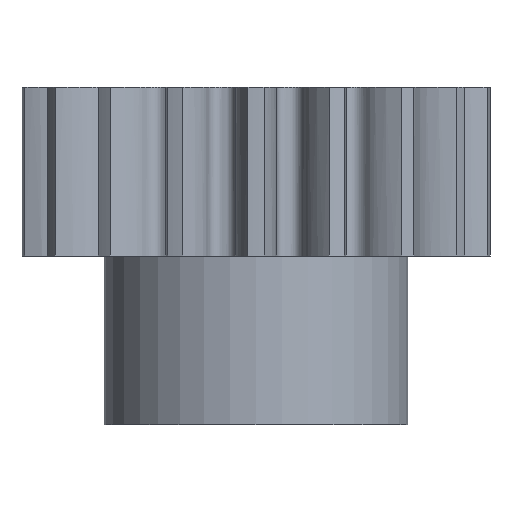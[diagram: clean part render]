
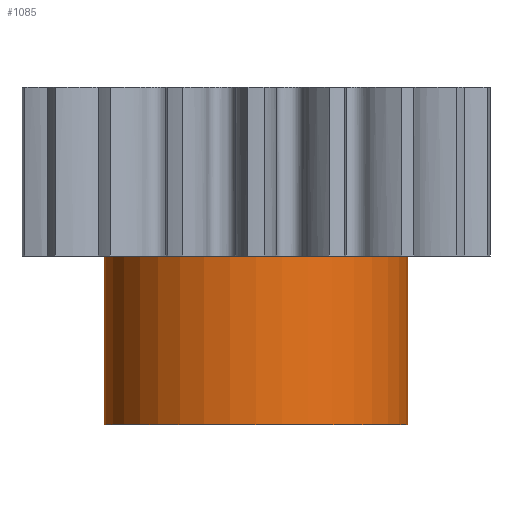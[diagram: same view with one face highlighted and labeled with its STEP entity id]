
A CAD part, front view. The second image highlights one B-rep face of the part: STEP entity #1085.
In plain terms, the highlighted cylindrical face has radius 4.5 mm (diameter 9 mm), a partial arc.
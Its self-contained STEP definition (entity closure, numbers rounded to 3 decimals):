
#834 = DIRECTION ( 'NONE',  ( 0., 0., -1. ) ) ;
#836 = DIRECTION ( 'NONE',  ( -1., 0., 0. ) ) ;
#838 = CARTESIAN_POINT ( 'NONE',  ( 0., 0., 0. ) ) ;
#979 = AXIS2_PLACEMENT_3D ( 'NONE', #2077, #2078, #2079 ) ;
#1001 = AXIS2_PLACEMENT_3D ( 'NONE', #2102, #2103, #2104 ) ;
#1013 = AXIS2_PLACEMENT_3D ( 'NONE', #838, #834, #836 ) ;
#1085 = ADVANCED_FACE ( 'NONE', ( #4932 ), #2404, .T. ) ;
#2072 = DIRECTION ( 'NONE',  ( 0., 0., -1. ) ) ;
#2076 = CARTESIAN_POINT ( 'NONE',  ( -4.5, 0., 0. ) ) ;
#2077 = CARTESIAN_POINT ( 'NONE',  ( 0., 0., 0. ) ) ;
#2078 = DIRECTION ( 'NONE',  ( 0., 0., -1. ) ) ;
#2079 = DIRECTION ( 'NONE',  ( -1., 0., 0. ) ) ;
#2080 = DIRECTION ( 'NONE',  ( 0., 0., -1. ) ) ;
#2084 = CARTESIAN_POINT ( 'NONE',  ( 4.5, 0., 0. ) ) ;
#2102 = CARTESIAN_POINT ( 'NONE',  ( 0., 0., -5. ) ) ;
#2103 = DIRECTION ( 'NONE',  ( 0., 0., -1. ) ) ;
#2104 = DIRECTION ( 'NONE',  ( -1., 0., 0. ) ) ;
#2156 = CARTESIAN_POINT ( 'NONE',  ( 4.5, 0., -5. ) ) ;
#2161 = CARTESIAN_POINT ( 'NONE',  ( 4.5, 0., 0. ) ) ;
#2181 = CARTESIAN_POINT ( 'NONE',  ( -4.5, 0., 0. ) ) ;
#2210 = CARTESIAN_POINT ( 'NONE',  ( -4.5, 0., -5. ) ) ;
#2404 = CYLINDRICAL_SURFACE ( 'NONE', #1013, 4.5 ) ;
#2492 = LINE ( 'NONE', #2076, #2495 ) ;
#2493 = CIRCLE ( 'NONE', #979, 4.5 ) ;
#2495 = VECTOR ( 'NONE', #2072, 1000. ) ;
#2496 = LINE ( 'NONE', #2084, #2499 ) ;
#2499 = VECTOR ( 'NONE', #2080, 1000. ) ;
#2505 = CIRCLE ( 'NONE', #1001, 4.5 ) ;
#4932 = FACE_OUTER_BOUND ( 'NONE', #5466, .T. ) ;
#5466 = EDGE_LOOP ( 'NONE', ( #5470, #5469, #5468, #5467 ) ) ;
#5467 = ORIENTED_EDGE ( 'NONE', *, *, #5622, .F. ) ;
#5468 = ORIENTED_EDGE ( 'NONE', *, *, #5613, .T. ) ;
#5469 = ORIENTED_EDGE ( 'NONE', *, *, #5612, .T. ) ;
#5470 = ORIENTED_EDGE ( 'NONE', *, *, #5616, .F. ) ;
#5612 = EDGE_CURVE ( 'NONE', #5657, #5663, #2493, .T. ) ;
#5613 = EDGE_CURVE ( 'NONE', #5663, #5728, #2492, .T. ) ;
#5616 = EDGE_CURVE ( 'NONE', #5657, #5668, #2496, .T. ) ;
#5622 = EDGE_CURVE ( 'NONE', #5668, #5728, #2505, .T. ) ;
#5657 = VERTEX_POINT ( 'NONE', #2161 ) ;
#5663 = VERTEX_POINT ( 'NONE', #2181 ) ;
#5668 = VERTEX_POINT ( 'NONE', #2156 ) ;
#5728 = VERTEX_POINT ( 'NONE', #2210 ) ;
